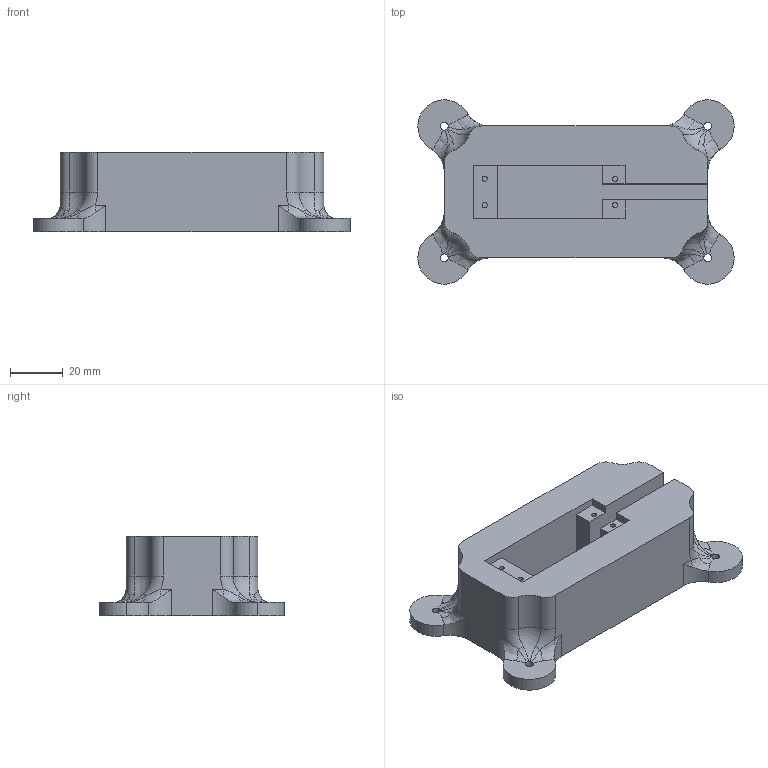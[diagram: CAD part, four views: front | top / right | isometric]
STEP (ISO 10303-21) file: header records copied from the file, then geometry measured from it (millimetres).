
FILE_DESCRIPTION (( 'STEP AP214' ), '1' );
FILE_NAME ('base_yaw.STEP', '2021-01-31T01:18:27', ( '' ), ( '' ), 'SwSTEP 2.0', 'SolidWorks 2020', '' );
FILE_SCHEMA (( 'AUTOMOTIVE_DESIGN' ));
Length unit declared in the file: millimetre
Products named in the file (1): base_yaw
Bounding box: 120 x 70 x 30 mm (x, y, z)
Volume: 118485.5 mm3; surface area: 26226.9 mm2
Topology: 1 solids, 1 shells, 114 faces, 312 edges, 200 vertices
Faces by surface type: cylinder 50, plane 28, bspline 24, torus 8, sphere 4
Entity records: 5102 total; most frequent: CARTESIAN_POINT 2295, ORIENTED_EDGE 624, DIRECTION 546, EDGE_CURVE 312, AXIS2_PLACEMENT_3D 219, VERTEX_POINT 200, CIRCLE 128, EDGE_LOOP 122
